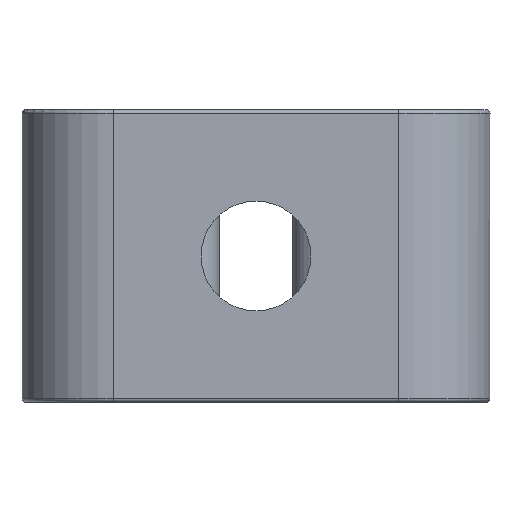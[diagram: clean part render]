
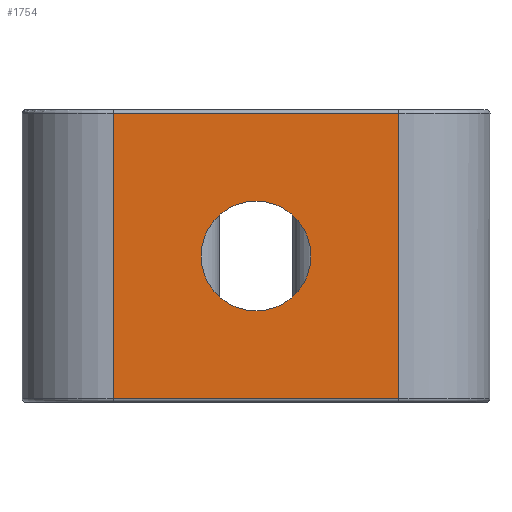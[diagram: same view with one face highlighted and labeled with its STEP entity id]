
A CAD part, front view. The second image highlights one B-rep face of the part: STEP entity #1754.
In plain terms, the highlighted planar face has unit normal (0, -1, 0).
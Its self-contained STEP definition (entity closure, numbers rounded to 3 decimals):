
#1 = ORIENTED_EDGE ( 'NONE', *, *, #2617, .F. ) ;
#4 = VERTEX_POINT ( 'NONE', #3633 ) ;
#17 = ORIENTED_EDGE ( 'NONE', *, *, #2706, .F. ) ;
#57 = ORIENTED_EDGE ( 'NONE', *, *, #3070, .F. ) ;
#206 = DIRECTION ( 'NONE',  ( 1., 0., 0. ) ) ;
#463 = CARTESIAN_POINT ( 'NONE',  ( -3.9, -0.5, 0.1 ) ) ;
#564 = DIRECTION ( 'NONE',  ( 0., 0., -1. ) ) ;
#596 = VECTOR ( 'NONE', #2482, 1000. ) ;
#617 = ORIENTED_EDGE ( 'NONE', *, *, #3716, .F. ) ;
#742 = CARTESIAN_POINT ( 'NONE',  ( 3.9, -0.5, 0.1 ) ) ;
#747 = CARTESIAN_POINT ( 'NONE',  ( 3.9, -0.5, 8. ) ) ;
#765 = FACE_BOUND ( 'NONE', #3067, .T. ) ;
#784 = EDGE_CURVE ( 'NONE', #3240, #2102, #2376, .T. ) ;
#854 = CARTESIAN_POINT ( 'NONE',  ( -3.9, -0.5, 8. ) ) ;
#1032 = VECTOR ( 'NONE', #564, 1000. ) ;
#1385 = DIRECTION ( 'NONE',  ( 1., 0., 0. ) ) ;
#1448 = AXIS2_PLACEMENT_3D ( 'NONE', #1686, #1647, #1385 ) ;
#1465 = DIRECTION ( 'NONE',  ( -1., 0., 0. ) ) ;
#1499 = ORIENTED_EDGE ( 'NONE', *, *, #784, .T. ) ;
#1534 = CARTESIAN_POINT ( 'NONE',  ( -1.5, -0.5, 4. ) ) ;
#1608 = EDGE_CURVE ( 'NONE', #4, #3222, #2984, .T. ) ;
#1617 = CARTESIAN_POINT ( 'NONE',  ( 0., -0.5, 4. ) ) ;
#1647 = DIRECTION ( 'NONE',  ( 0., -1., 0. ) ) ;
#1686 = CARTESIAN_POINT ( 'NONE',  ( 0., -0.5, 4. ) ) ;
#1719 = EDGE_LOOP ( 'NONE', ( #57, #1499, #17, #3592 ) ) ;
#1754 = ADVANCED_FACE ( 'NONE', ( #3465, #765 ), #2014, .F. ) ;
#1794 = CARTESIAN_POINT ( 'NONE',  ( 3.9, -0.5, 8. ) ) ;
#1827 = DIRECTION ( 'NONE',  ( 1., 0., 0. ) ) ;
#2014 = PLANE ( 'NONE',  #2963 ) ;
#2102 = VERTEX_POINT ( 'NONE', #742 ) ;
#2115 = CARTESIAN_POINT ( 'NONE',  ( 3.9, -0.5, 0.1 ) ) ;
#2175 = VECTOR ( 'NONE', #1827, 1000. ) ;
#2302 = CIRCLE ( 'NONE', #1448, 1.5 ) ;
#2313 = LINE ( 'NONE', #1794, #1032 ) ;
#2376 = LINE ( 'NONE', #2115, #2175 ) ;
#2482 = DIRECTION ( 'NONE',  ( -1., 0., 0. ) ) ;
#2608 = DIRECTION ( 'NONE',  ( 0., 1., 0. ) ) ;
#2617 = EDGE_CURVE ( 'NONE', #2996, #3116, #2302, .T. ) ;
#2654 = AXIS2_PLACEMENT_3D ( 'NONE', #1617, #2818, #206 ) ;
#2706 = EDGE_CURVE ( 'NONE', #4, #2102, #2313, .T. ) ;
#2736 = CARTESIAN_POINT ( 'NONE',  ( -3.9, -0.5, 7.9 ) ) ;
#2818 = DIRECTION ( 'NONE',  ( 0., -1., 0. ) ) ;
#2951 = VECTOR ( 'NONE', #3492, 1000. ) ;
#2963 = AXIS2_PLACEMENT_3D ( 'NONE', #747, #2608, #1465 ) ;
#2984 = LINE ( 'NONE', #3053, #596 ) ;
#2996 = VERTEX_POINT ( 'NONE', #3187 ) ;
#3053 = CARTESIAN_POINT ( 'NONE',  ( -3.9, -0.5, 7.9 ) ) ;
#3067 = EDGE_LOOP ( 'NONE', ( #1, #617 ) ) ;
#3070 = EDGE_CURVE ( 'NONE', #3240, #3222, #3460, .T. ) ;
#3116 = VERTEX_POINT ( 'NONE', #1534 ) ;
#3187 = CARTESIAN_POINT ( 'NONE',  ( 1.5, -0.5, 4. ) ) ;
#3222 = VERTEX_POINT ( 'NONE', #2736 ) ;
#3240 = VERTEX_POINT ( 'NONE', #463 ) ;
#3322 = CIRCLE ( 'NONE', #2654, 1.5 ) ;
#3460 = LINE ( 'NONE', #854, #2951 ) ;
#3465 = FACE_OUTER_BOUND ( 'NONE', #1719, .T. ) ;
#3492 = DIRECTION ( 'NONE',  ( 0., 0., 1. ) ) ;
#3592 = ORIENTED_EDGE ( 'NONE', *, *, #1608, .T. ) ;
#3633 = CARTESIAN_POINT ( 'NONE',  ( 3.9, -0.5, 7.9 ) ) ;
#3716 = EDGE_CURVE ( 'NONE', #3116, #2996, #3322, .T. ) ;
